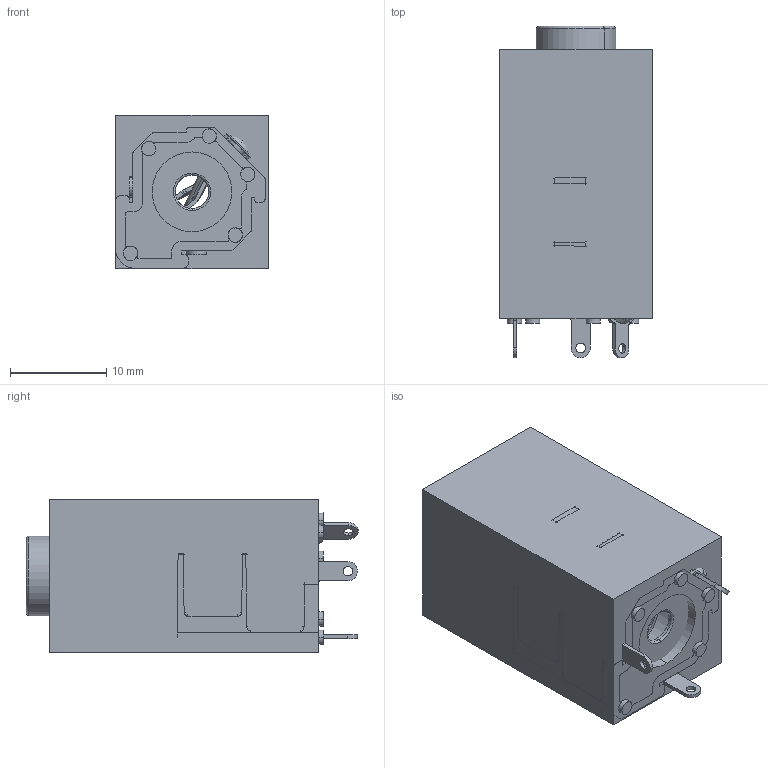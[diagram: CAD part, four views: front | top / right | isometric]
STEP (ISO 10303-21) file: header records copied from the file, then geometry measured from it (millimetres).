
FILE_DESCRIPTION((''),'2;1');
FILE_NAME('RJ3VM-S_ASM','2021-03-17T',('yuj'),(''),'PRO/ENGINEER BY PARAMETRIC TECHNOLOGY CORPORATION, 2013040','PRO/ENGINEER BY PARAMETRIC TECHNOLOGY CORPORATION, 2013040','');
FILE_SCHEMA(('CONFIG_CONTROL_DESIGN'));
Length unit declared in the file: millimetre
Products named in the file (1): RJ3VM-S_ASM
Bounding box: 15.9 x 34.55 x 16.02 mm (x, y, z)
Volume: 5730.4 mm3; surface area: 5753.9 mm2
Topology: 1 solids, 4 shells, 975 faces, 2617 edges, 1546 vertices
Faces by surface type: cylinder 365, plane 308, sphere 100, bspline 92, cone 56, torus 54
Entity records: 35321 total; most frequent: CARTESIAN_POINT 12618, ORIENTED_EDGE 5022, DIRECTION 4400, EDGE_CURVE 2517, AXIS2_PLACEMENT_3D 1643, VERTEX_POINT 1546, VECTOR 1114, LINE 1114
